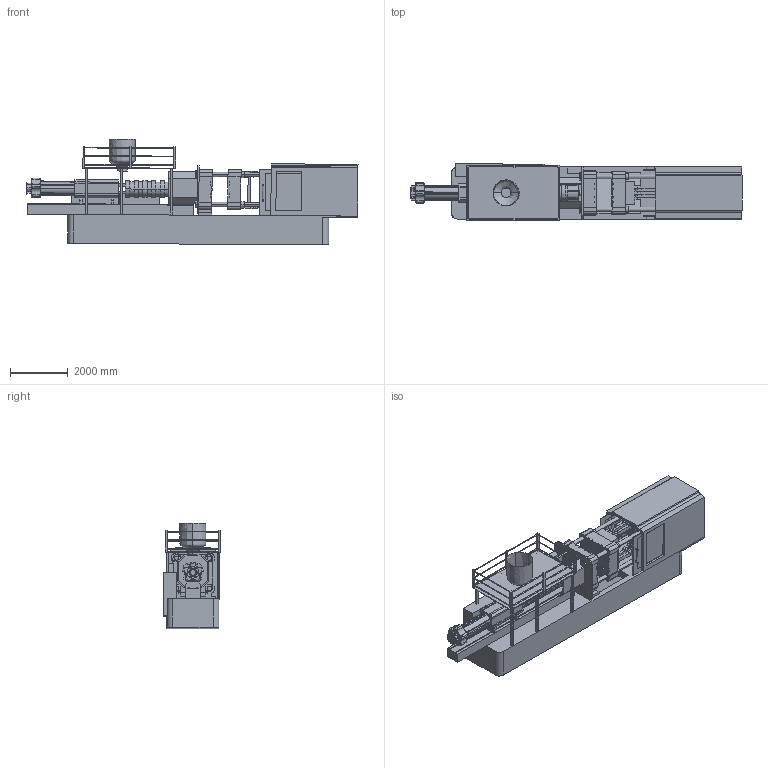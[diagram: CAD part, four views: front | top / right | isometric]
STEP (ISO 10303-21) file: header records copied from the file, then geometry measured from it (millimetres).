
FILE_DESCRIPTION(('CATIA V5 STEP Exchange'),'2;1');
FILE_NAME('plastic injection machine.stp','2020-10-08T11:37:06+00:00',('none'),('none'),'CATIA Version 5-6 Release 2017','CATIA V5 STEP AP203','none');
FILE_SCHEMA(('CONFIG_CONTROL_DESIGN'));
Products named in the file (1): plastic injection machine
Assembly tree (11 placements, depth 2):
  plastic injection machine
    #57
    #46340
    #49684  x2
    #50239  x2
    #52323  x2
    #53379
    #60948  x2
Bounding box: 11471.39 x 1946.58 x 3655.35 mm (x, y, z)
Volume: 23739004817 mm3; surface area: 254671855.1 mm2
Topology: 38 solids, 39 shells, 1840 faces, 4762 edges, 3134 vertices
Faces by surface type: plane 1137, cylinder 642, bspline 44, cone 8, torus 5, extrusion 4
Entity records: 61750 total; most frequent: CARTESIAN_POINT 23271, ORIENTED_EDGE 8698, DIRECTION 6078, EDGE_CURVE 4346, VECTOR 2935, LINE 2931, VERTEX_POINT 2862, AXIS2_PLACEMENT_3D 2170
